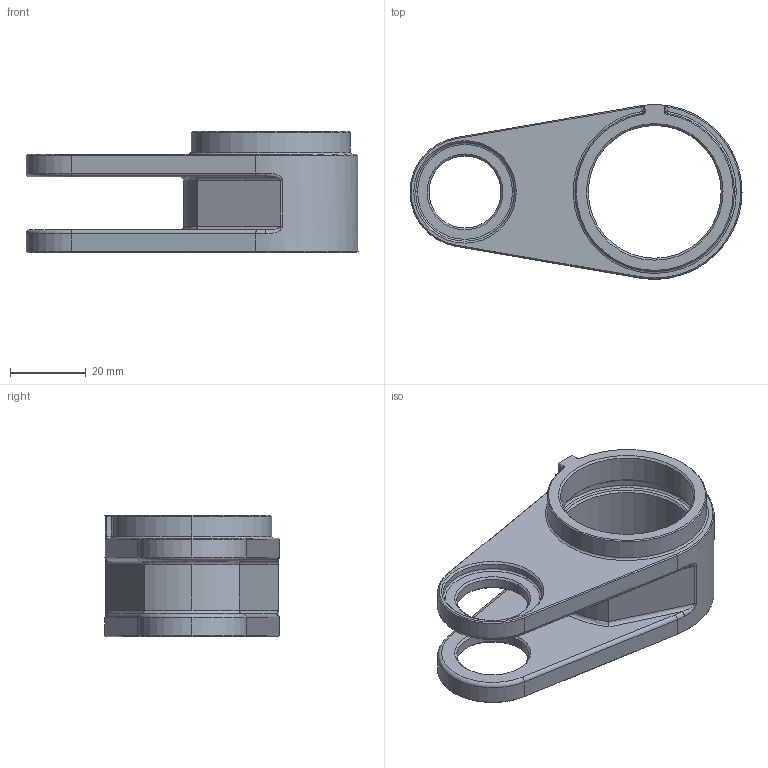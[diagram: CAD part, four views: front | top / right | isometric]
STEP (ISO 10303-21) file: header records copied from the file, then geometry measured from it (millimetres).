
FILE_DESCRIPTION (( 'STEP AP203' ), '1' );
FILE_NAME ('TA00-12-02-0007牷旋.step', '2025-06-04T07:57:43', ( '' ), ( 'HP' ), 'SwSTEP 2.0', 'SolidWorks 2023', '' );
FILE_SCHEMA (( 'CONFIG_CONTROL_DESIGN' ));
Length unit declared in the file: millimetre
Products named in the file (1): TA00-12-02-0007摇臂
Bounding box: 87.5 x 46 x 32 mm (x, y, z)
Volume: 27678.7 mm3; surface area: 15824.3 mm2
Topology: 1 solids, 1 shells, 134 faces, 300 edges, 171 vertices
Faces by surface type: cylinder 41, cone 35, plane 26, torus 21, bspline 8, sphere 3
Entity records: 4217 total; most frequent: CARTESIAN_POINT 1137, DIRECTION 683, ORIENTED_EDGE 596, EDGE_CURVE 298, AXIS2_PLACEMENT_3D 282, VERTEX_POINT 171, CIRCLE 155, EDGE_LOOP 145
